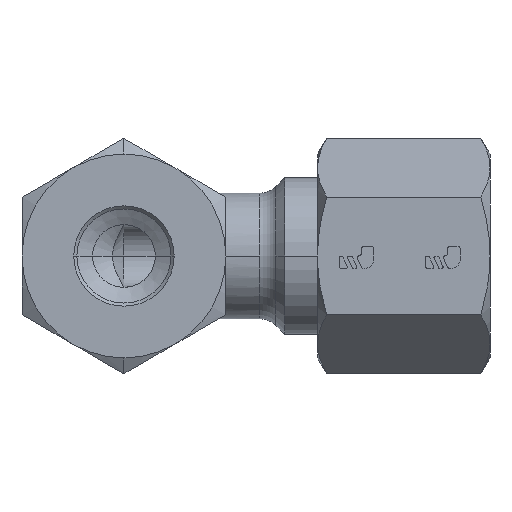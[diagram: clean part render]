
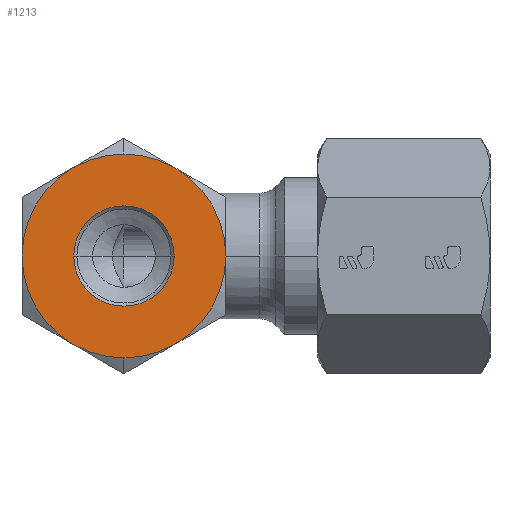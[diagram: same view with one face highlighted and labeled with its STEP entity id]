
A CAD part, front view. The second image highlights one B-rep face of the part: STEP entity #1213.
In plain terms, the highlighted planar face has unit normal (0, -1, 0).
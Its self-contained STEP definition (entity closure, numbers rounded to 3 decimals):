
#1213=ADVANCED_FACE('',(#2971,#2972),#2973,.T.);
#2971=FACE_OUTER_BOUND('',#5486,.T.);
#2972=FACE_BOUND('',#5487,.T.);
#2973=PLANE('',#5488);
#5486=EDGE_LOOP('',(#9499,#9500,#9501,#9502,#9503,#9504,#9505,#9506));
#5487=EDGE_LOOP('',(#9507,#9508));
#5488=AXIS2_PLACEMENT_3D('',#9509,#9510,#9511);
#9499=ORIENTED_EDGE('',*,*,#15917,.T.);
#9500=ORIENTED_EDGE('',*,*,#15918,.T.);
#9501=ORIENTED_EDGE('',*,*,#15919,.F.);
#9502=ORIENTED_EDGE('',*,*,#15920,.F.);
#9503=ORIENTED_EDGE('',*,*,#15921,.T.);
#9504=ORIENTED_EDGE('',*,*,#15922,.T.);
#9505=ORIENTED_EDGE('',*,*,#15923,.F.);
#9506=ORIENTED_EDGE('',*,*,#15924,.F.);
#9507=ORIENTED_EDGE('',*,*,#15925,.T.);
#9508=ORIENTED_EDGE('',*,*,#15926,.T.);
#9509=CARTESIAN_POINT('',(0.0,-23.345,0.0));
#9510=DIRECTION('',(0.0,-1.0,0.0));
#9511=DIRECTION('',(1.0,0.0,0.0));
#15917=EDGE_CURVE('',#19513,#19514,#19515,.T.);
#15918=EDGE_CURVE('',#19514,#19516,#19517,.T.);
#15919=EDGE_CURVE('',#19518,#19516,#19519,.T.);
#15920=EDGE_CURVE('',#19520,#19518,#19521,.T.);
#15921=EDGE_CURVE('',#19520,#19522,#19523,.T.);
#15922=EDGE_CURVE('',#19522,#18781,#19524,.T.);
#15923=EDGE_CURVE('',#19525,#18781,#19526,.T.);
#15924=EDGE_CURVE('',#19513,#19525,#19527,.T.);
#15925=EDGE_CURVE('',#19528,#19529,#19530,.T.);
#15926=EDGE_CURVE('',#19529,#19528,#19531,.T.);
#18781=VERTEX_POINT('',#23543);
#19513=VERTEX_POINT('',#24790);
#19514=VERTEX_POINT('',#24791);
#19515=CIRCLE('',#24792,6.5);
#19516=VERTEX_POINT('',#24793);
#19517=CIRCLE('',#24794,6.5);
#19518=VERTEX_POINT('',#24795);
#19519=CIRCLE('',#24796,6.5);
#19520=VERTEX_POINT('',#24797);
#19521=CIRCLE('',#24798,6.5);
#19522=VERTEX_POINT('',#24799);
#19523=CIRCLE('',#24800,6.5);
#19524=CIRCLE('',#24801,6.5);
#19525=VERTEX_POINT('',#24802);
#19526=CIRCLE('',#24803,6.5);
#19527=CIRCLE('',#24804,6.5);
#19528=VERTEX_POINT('',#24805);
#19529=VERTEX_POINT('',#24806);
#19530=CIRCLE('',#24807,3.2);
#19531=CIRCLE('',#24808,3.2);
#23543=CARTESIAN_POINT('',(-3.25,-23.345,5.629));
#24790=CARTESIAN_POINT('',(-3.25,-23.345,-5.629));
#24791=CARTESIAN_POINT('',(0.,-23.345,-6.5));
#24792=AXIS2_PLACEMENT_3D('',#29711,#29712,#29713);
#24793=CARTESIAN_POINT('',(3.25,-23.345,-5.629));
#24794=AXIS2_PLACEMENT_3D('',#29714,#29715,#29716);
#24795=CARTESIAN_POINT('',(6.5,-23.345,0.));
#24796=AXIS2_PLACEMENT_3D('',#29717,#29718,#29719);
#24797=CARTESIAN_POINT('',(3.25,-23.345,5.629));
#24798=AXIS2_PLACEMENT_3D('',#29720,#29721,#29722);
#24799=CARTESIAN_POINT('',(0.,-23.345,6.5));
#24800=AXIS2_PLACEMENT_3D('',#29723,#29724,#29725);
#24801=AXIS2_PLACEMENT_3D('',#29726,#29727,#29728);
#24802=CARTESIAN_POINT('',(-6.5,-23.345,0.));
#24803=AXIS2_PLACEMENT_3D('',#29729,#29730,#29731);
#24804=AXIS2_PLACEMENT_3D('',#29732,#29733,#29734);
#24805=CARTESIAN_POINT('',(-3.2,-23.345,0.0));
#24806=CARTESIAN_POINT('',(3.2,-23.345,0.));
#24807=AXIS2_PLACEMENT_3D('',#29735,#29736,#29737);
#24808=AXIS2_PLACEMENT_3D('',#29738,#29739,#29740);
#29711=CARTESIAN_POINT('',(0.0,-23.345,0.0));
#29712=DIRECTION('',(0.0,-1.0,-0.0));
#29713=DIRECTION('',(-0.5,0.0,-0.866));
#29714=CARTESIAN_POINT('',(0.0,-23.345,0.0));
#29715=DIRECTION('',(0.0,-1.0,-0.0));
#29716=DIRECTION('',(-0.5,0.0,-0.866));
#29717=CARTESIAN_POINT('',(0.0,-23.345,0.0));
#29718=DIRECTION('',(-0.0,1.0,0.0));
#29719=DIRECTION('',(1.0,0.0,0.));
#29720=CARTESIAN_POINT('',(0.0,-23.345,0.0));
#29721=DIRECTION('',(-0.0,1.0,0.0));
#29722=DIRECTION('',(0.5,0.0,0.866));
#29723=CARTESIAN_POINT('',(0.0,-23.345,0.0));
#29724=DIRECTION('',(0.0,-1.0,0.0));
#29725=DIRECTION('',(0.5,0.0,0.866));
#29726=CARTESIAN_POINT('',(0.0,-23.345,0.0));
#29727=DIRECTION('',(0.0,-1.0,0.0));
#29728=DIRECTION('',(0.5,0.0,0.866));
#29729=CARTESIAN_POINT('',(0.0,-23.345,0.0));
#29730=DIRECTION('',(0.0,1.0,0.0));
#29731=DIRECTION('',(-1.0,0.0,0.));
#29732=CARTESIAN_POINT('',(0.0,-23.345,0.0));
#29733=DIRECTION('',(0.0,1.0,0.0));
#29734=DIRECTION('',(-0.5,0.0,-0.866));
#29735=CARTESIAN_POINT('',(0.0,-23.345,0.0));
#29736=DIRECTION('',(-0.0,1.0,0.0));
#29737=DIRECTION('',(1.0,0.0,0.0));
#29738=CARTESIAN_POINT('',(0.0,-23.345,0.0));
#29739=DIRECTION('',(-0.0,1.0,0.0));
#29740=DIRECTION('',(1.0,0.0,0.0));
